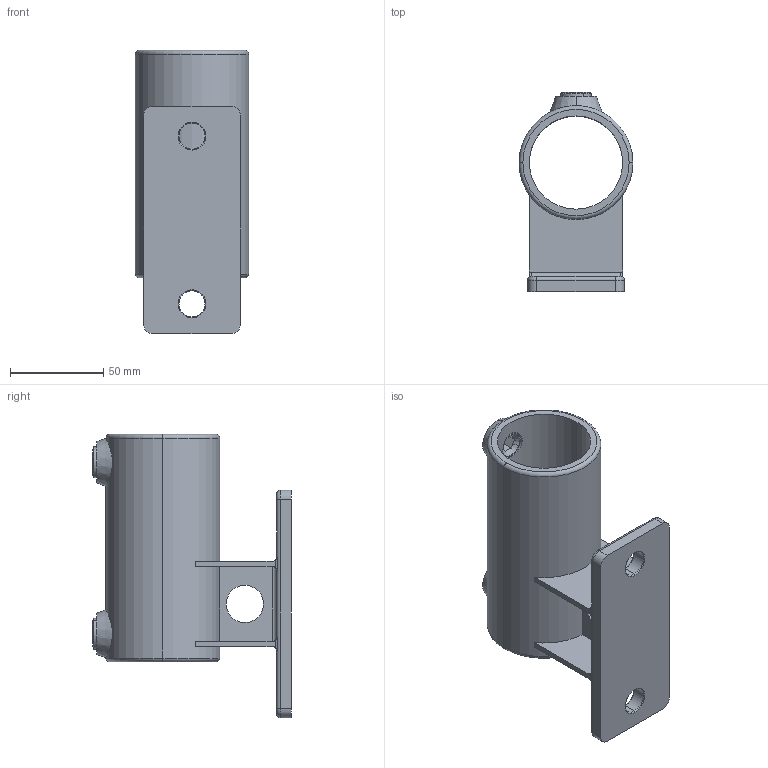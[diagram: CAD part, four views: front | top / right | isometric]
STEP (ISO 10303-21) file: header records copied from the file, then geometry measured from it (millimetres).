
FILE_DESCRIPTION (( 'STEP AP203' ), '1' );
FILE_NAME ('T14400.STEP', '2018-05-23T10:45:49', ( '' ), ( '' ), 'SwSTEP 2.0', 'SolidWorks 2016', '' );
FILE_SCHEMA (( 'CONFIG_CONTROL_DESIGN' ));
Length unit declared in the file: millimetre
Products named in the file (3): T14400; T19300
Assembly tree (3 placements, depth 2):
  T14400
    T14400
    T19300  x2
Bounding box: 61 x 106.7 x 152 mm (x, y, z)
Volume: 182909.3 mm3; surface area: 73381 mm2
Topology: 6 solids, 6 shells, 130 faces, 314 edges, 196 vertices
Faces by surface type: cylinder 45, plane 41, torus 24, cone 20
Entity records: 4523 total; most frequent: CARTESIAN_POINT 1560, DIRECTION 568, ORIENTED_EDGE 540, EDGE_CURVE 270, AXIS2_PLACEMENT_3D 232, VERTEX_POINT 168, EDGE_LOOP 130, CIRCLE 114
